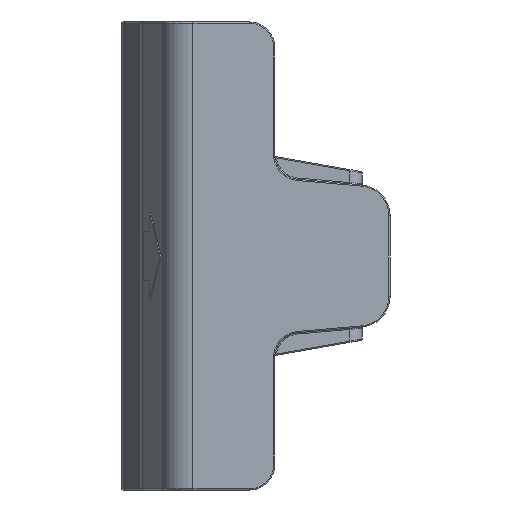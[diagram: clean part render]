
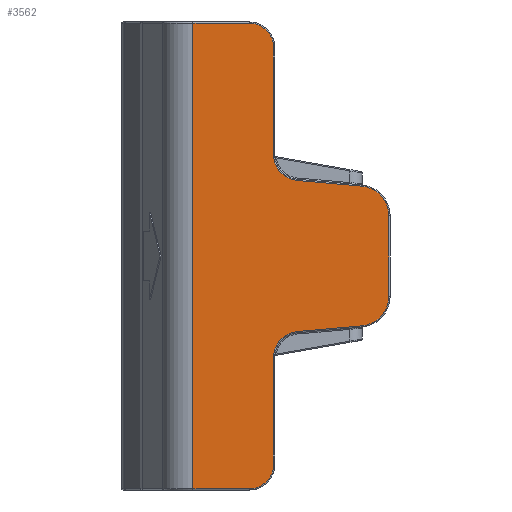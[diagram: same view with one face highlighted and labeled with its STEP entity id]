
A CAD part, left-side view. The second image highlights one B-rep face of the part: STEP entity #3562.
In plain terms, the highlighted planar face has unit normal (-1, 0, 0).
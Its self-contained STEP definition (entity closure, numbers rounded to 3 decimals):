
#23 = DIRECTION ( 'NONE',  ( 0., 0., 1. ) ) ;
#40 = ORIENTED_EDGE ( 'NONE', *, *, #80, .T. ) ;
#48 = DIRECTION ( 'NONE',  ( -1., 0., 0. ) ) ;
#80 = EDGE_CURVE ( 'NONE', #3696, #1206, #1529, .T. ) ;
#108 = EDGE_CURVE ( 'NONE', #3446, #1184, #998, .T. ) ;
#114 = AXIS2_PLACEMENT_3D ( 'NONE', #824, #2022, #535 ) ;
#115 = ORIENTED_EDGE ( 'NONE', *, *, #1090, .T. ) ;
#135 = DIRECTION ( 'NONE',  ( 0., 0., 1. ) ) ;
#157 = CARTESIAN_POINT ( 'NONE',  ( -42.5, -28.815, -12.521 ) ) ;
#169 = VERTEX_POINT ( 'NONE', #456 ) ;
#171 = EDGE_CURVE ( 'NONE', #1206, #3301, #3132, .T. ) ;
#184 = CARTESIAN_POINT ( 'NONE',  ( -42.5, -31., -37.5 ) ) ;
#188 = CIRCLE ( 'NONE', #1359, 3.8 ) ;
#213 = LINE ( 'NONE', #2254, #2220 ) ;
#311 = ORIENTED_EDGE ( 'NONE', *, *, #108, .T. ) ;
#344 = EDGE_CURVE ( 'NONE', #3058, #3432, #1840, .T. ) ;
#435 = LINE ( 'NONE', #1013, #991 ) ;
#452 = CARTESIAN_POINT ( 'NONE',  ( -42.5, -26., 33.5 ) ) ;
#456 = CARTESIAN_POINT ( 'NONE',  ( -42.5, -48.3, 6.418 ) ) ;
#466 = ORIENTED_EDGE ( 'NONE', *, *, #171, .T. ) ;
#535 = DIRECTION ( 'NONE',  ( 0., 0., 1. ) ) ;
#551 = VECTOR ( 'NONE', #2822, 1000. ) ;
#587 = CARTESIAN_POINT ( 'NONE',  ( -42.5, -31., -37.3 ) ) ;
#625 = VECTOR ( 'NONE', #1044, 1000. ) ;
#727 = CARTESIAN_POINT ( 'NONE',  ( -42.5, -16.899, -37.5 ) ) ;
#768 = DIRECTION ( 'NONE',  ( -1., 0., 0. ) ) ;
#770 = ORIENTED_EDGE ( 'NONE', *, *, #3060, .T. ) ;
#771 = CARTESIAN_POINT ( 'NONE',  ( -42.5, -16.899, 37.3 ) ) ;
#815 = EDGE_CURVE ( 'NONE', #2108, #833, #188, .T. ) ;
#824 = CARTESIAN_POINT ( 'NONE',  ( -42.5, -34., -16.284 ) ) ;
#830 = DIRECTION ( 'NONE',  ( 0., 0.996, 0.087 ) ) ;
#833 = VERTEX_POINT ( 'NONE', #1931 ) ;
#874 = CARTESIAN_POINT ( 'NONE',  ( -42.5, -16.899, -37.3 ) ) ;
#878 = CARTESIAN_POINT ( 'NONE',  ( -42.5, -43.918, -11.2 ) ) ;
#991 = VECTOR ( 'NONE', #1960, 1000. ) ;
#998 = LINE ( 'NONE', #771, #1905 ) ;
#1013 = CARTESIAN_POINT ( 'NONE',  ( -42.5, -29.8, -37.5 ) ) ;
#1031 = DIRECTION ( 'NONE',  ( -1., 0., 0. ) ) ;
#1044 = DIRECTION ( 'NONE',  ( 0., -0.996, 0.087 ) ) ;
#1054 = AXIS2_PLACEMENT_3D ( 'NONE', #452, #1031, #1923 ) ;
#1062 = DIRECTION ( 'NONE',  ( -1., 0., 0. ) ) ;
#1090 = EDGE_CURVE ( 'NONE', #3732, #169, #1599, .T. ) ;
#1098 = CARTESIAN_POINT ( 'NONE',  ( -42.5, -29.8, 33.5 ) ) ;
#1184 = VERTEX_POINT ( 'NONE', #2496 ) ;
#1206 = VERTEX_POINT ( 'NONE', #3449 ) ;
#1298 = CIRCLE ( 'NONE', #1054, 3.8 ) ;
#1348 = CARTESIAN_POINT ( 'NONE',  ( -42.5, -26., -33.5 ) ) ;
#1359 = AXIS2_PLACEMENT_3D ( 'NONE', #1348, #1062, #3737 ) ;
#1368 = CARTESIAN_POINT ( 'NONE',  ( -42.5, -29.8, -37.5 ) ) ;
#1382 = FACE_OUTER_BOUND ( 'NONE', #2650, .T. ) ;
#1451 = ORIENTED_EDGE ( 'NONE', *, *, #344, .T. ) ;
#1529 = CIRCLE ( 'NONE', #2758, 4.2 ) ;
#1572 = CARTESIAN_POINT ( 'NONE',  ( -42.5, -43.5, -6.418 ) ) ;
#1599 = LINE ( 'NONE', #2768, #3176 ) ;
#1627 = ORIENTED_EDGE ( 'NONE', *, *, #3530, .T. ) ;
#1655 = CIRCLE ( 'NONE', #2628, 4.8 ) ;
#1730 = ORIENTED_EDGE ( 'NONE', *, *, #3451, .T. ) ;
#1740 = CARTESIAN_POINT ( 'NONE',  ( -42.5, -26., 37.3 ) ) ;
#1774 = EDGE_CURVE ( 'NONE', #169, #3621, #1655, .T. ) ;
#1817 = LINE ( 'NONE', #587, #3204 ) ;
#1827 = DIRECTION ( 'NONE',  ( 1., 0., 0. ) ) ;
#1840 = CIRCLE ( 'NONE', #114, 4.2 ) ;
#1868 = CARTESIAN_POINT ( 'NONE',  ( -42.5, -34., 16.284 ) ) ;
#1900 = DIRECTION ( 'NONE',  ( 0., 0., -1. ) ) ;
#1905 = VECTOR ( 'NONE', #1947, 1000. ) ;
#1923 = DIRECTION ( 'NONE',  ( 0., 0., 1. ) ) ;
#1931 = CARTESIAN_POINT ( 'NONE',  ( -42.5, -29.8, -33.5 ) ) ;
#1947 = DIRECTION ( 'NONE',  ( 0., 1., 0. ) ) ;
#1960 = DIRECTION ( 'NONE',  ( 0., 0., 1. ) ) ;
#2018 = VERTEX_POINT ( 'NONE', #878 ) ;
#2022 = DIRECTION ( 'NONE',  ( 1., 0., 0. ) ) ;
#2056 = ORIENTED_EDGE ( 'NONE', *, *, #815, .T. ) ;
#2078 = ORIENTED_EDGE ( 'NONE', *, *, #3353, .T. ) ;
#2108 = VERTEX_POINT ( 'NONE', #2359 ) ;
#2111 = CARTESIAN_POINT ( 'NONE',  ( -42.5, -29.8, -16.284 ) ) ;
#2186 = CARTESIAN_POINT ( 'NONE',  ( -42.5, -43.918, 11.2 ) ) ;
#2205 = PLANE ( 'NONE',  #2408 ) ;
#2220 = VECTOR ( 'NONE', #830, 1000. ) ;
#2254 = CARTESIAN_POINT ( 'NONE',  ( -42.5, -35.326, 11.952 ) ) ;
#2359 = CARTESIAN_POINT ( 'NONE',  ( -42.5, -26., -37.3 ) ) ;
#2408 = AXIS2_PLACEMENT_3D ( 'NONE', #184, #768, #3091 ) ;
#2486 = LINE ( 'NONE', #157, #625 ) ;
#2496 = CARTESIAN_POINT ( 'NONE',  ( -42.5, -16.899, 37.3 ) ) ;
#2540 = ORIENTED_EDGE ( 'NONE', *, *, #1774, .T. ) ;
#2565 = CARTESIAN_POINT ( 'NONE',  ( -42.5, -48.3, -6.418 ) ) ;
#2628 = AXIS2_PLACEMENT_3D ( 'NONE', #3324, #48, #3029 ) ;
#2650 = EDGE_LOOP ( 'NONE', ( #1627, #311, #2843, #770, #2056, #2827, #1451, #3266, #1730, #115, #2540, #2078, #40, #466 ) ) ;
#2758 = AXIS2_PLACEMENT_3D ( 'NONE', #1868, #1827, #3034 ) ;
#2768 = CARTESIAN_POINT ( 'NONE',  ( -42.5, -48.3, -37.5 ) ) ;
#2775 = AXIS2_PLACEMENT_3D ( 'NONE', #1572, #3544, #23 ) ;
#2822 = DIRECTION ( 'NONE',  ( 0., 0., 1. ) ) ;
#2827 = ORIENTED_EDGE ( 'NONE', *, *, #3602, .T. ) ;
#2843 = ORIENTED_EDGE ( 'NONE', *, *, #3632, .T. ) ;
#2899 = CARTESIAN_POINT ( 'NONE',  ( -42.5, -33.634, 12.1 ) ) ;
#2963 = CARTESIAN_POINT ( 'NONE',  ( -42.5, -33.634, -12.1 ) ) ;
#3029 = DIRECTION ( 'NONE',  ( 0., 0., 1. ) ) ;
#3034 = DIRECTION ( 'NONE',  ( 0., 0., 1. ) ) ;
#3038 = EDGE_CURVE ( 'NONE', #3432, #2018, #2486, .T. ) ;
#3058 = VERTEX_POINT ( 'NONE', #2111 ) ;
#3060 = EDGE_CURVE ( 'NONE', #3472, #2108, #1817, .T. ) ;
#3091 = DIRECTION ( 'NONE',  ( 0., 0., 1. ) ) ;
#3132 = LINE ( 'NONE', #1368, #551 ) ;
#3176 = VECTOR ( 'NONE', #135, 1000. ) ;
#3204 = VECTOR ( 'NONE', #3513, 1000. ) ;
#3207 = VECTOR ( 'NONE', #1900, 1000. ) ;
#3266 = ORIENTED_EDGE ( 'NONE', *, *, #3038, .T. ) ;
#3301 = VERTEX_POINT ( 'NONE', #1098 ) ;
#3324 = CARTESIAN_POINT ( 'NONE',  ( -42.5, -43.5, 6.418 ) ) ;
#3353 = EDGE_CURVE ( 'NONE', #3621, #3696, #213, .T. ) ;
#3366 = LINE ( 'NONE', #727, #3207 ) ;
#3432 = VERTEX_POINT ( 'NONE', #2963 ) ;
#3446 = VERTEX_POINT ( 'NONE', #1740 ) ;
#3449 = CARTESIAN_POINT ( 'NONE',  ( -42.5, -29.8, 16.284 ) ) ;
#3451 = EDGE_CURVE ( 'NONE', #2018, #3732, #3575, .T. ) ;
#3472 = VERTEX_POINT ( 'NONE', #874 ) ;
#3513 = DIRECTION ( 'NONE',  ( 0., -1., 0. ) ) ;
#3530 = EDGE_CURVE ( 'NONE', #3301, #3446, #1298, .T. ) ;
#3544 = DIRECTION ( 'NONE',  ( -1., 0., 0. ) ) ;
#3562 = ADVANCED_FACE ( 'NONE', ( #1382 ), #2205, .T. ) ;
#3575 = CIRCLE ( 'NONE', #2775, 4.8 ) ;
#3602 = EDGE_CURVE ( 'NONE', #833, #3058, #435, .T. ) ;
#3621 = VERTEX_POINT ( 'NONE', #2186 ) ;
#3632 = EDGE_CURVE ( 'NONE', #1184, #3472, #3366, .T. ) ;
#3696 = VERTEX_POINT ( 'NONE', #2899 ) ;
#3732 = VERTEX_POINT ( 'NONE', #2565 ) ;
#3737 = DIRECTION ( 'NONE',  ( 0., 0., 1. ) ) ;
